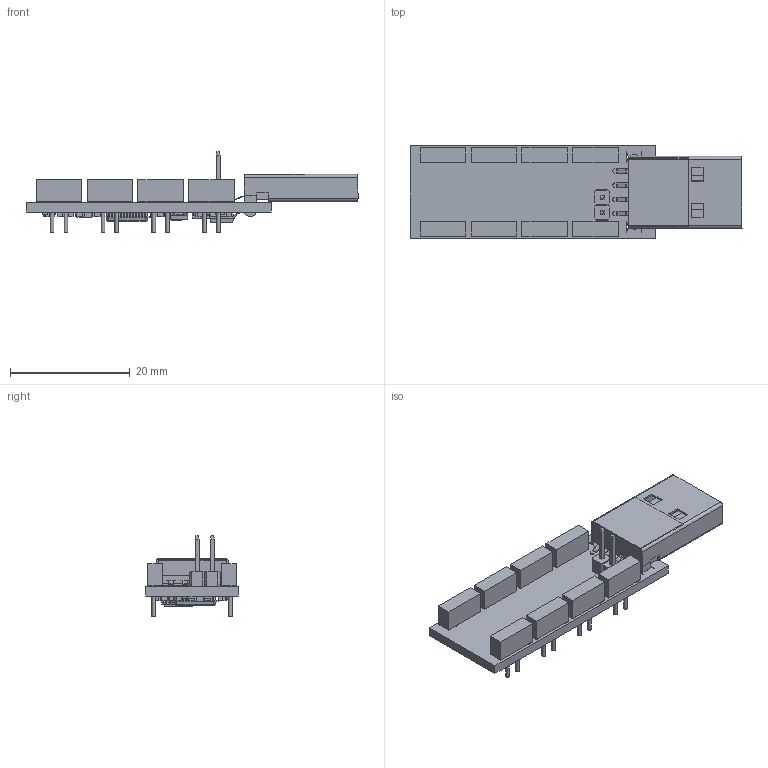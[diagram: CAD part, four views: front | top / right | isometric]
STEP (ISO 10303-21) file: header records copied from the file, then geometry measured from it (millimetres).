
FILE_DESCRIPTION(('Open CASCADE Model'),'2;1');
FILE_NAME('Open CASCADE Shape Model','2022-02-24T00:20:39',('Author'),( 'Open CASCADE'),'Open CASCADE STEP processor 6.8','Open CASCADE 6.8' ,'Unknown');
FILE_SCHEMA(('AUTOMOTIVE_DESIGN { 1 0 10303 214 1 1 1 1 }'));
Length unit declared in the file: millimetre
Products named in the file (76): PCB; Board; Open CASCADE STEP translator 6.8 1.1.1; R9; User_Library-RESC1608X05N; C11; User_Library-cap_0603-1; R11; C12; SW8; 5783886896; Body; Pins; Leads; SW7; SW6; SW5; SW4; 5783882656; SW3; SW2; R5; Q1; 5783889136; PinsArrayL; FilletPinR; C3; XP1; PLS-2; Y1; 5783880416; C9; C8; DD2; 5783886416; PinsArrayLR; ThermalPad; C10; C2; C7 ...
Assembly tree (109 placements, depth 4):
  PCB
    Board
      Open CASCADE STEP translator 6.8 1.1.1
    R9
      User_Library-RESC1608X05N
    C11
      User_Library-cap_0603-1
    R11
      User_Library-RESC1608X05N
    C12
      User_Library-cap_0603-1
    SW8
      5783886896
        Body
        Pins
        Leads  x2
    SW7
      5783886896
        Body
        Pins
        Leads  x2
    SW6
      5783886896
        Body
        Pins
        Leads  x2
    SW5
      5783886896
        Body
        Pins
        Leads  x2
    SW4
      5783882656
        Body
        Pins
        Leads  x2
    SW3
      5783882656
        Body
        Pins
        Leads  x2
    SW2
      5783882656
        Body
        Pins
        Leads  x2
    R5
      User_Library-RESC1608X05N
    Q1
      5783889136
        Body
        PinsArrayL
        FilletPinR
    C3
      User_Library-cap_0603-1
    XP1
      PLS-2
    Y1
      5783880416
        Body
Bounding box: 55.48 x 15.5 x 13.52 mm (x, y, z)
Volume: 2517.3 mm3; surface area: 5885.5 mm2
Topology: 144 solids, 144 shells, 5412 faces, 13311 edges, 8100 vertices
Faces by surface type: plane 2343, bspline 1670, cylinder 1263, sphere 136
Full cylindrical faces by diameter (mm): 0.16 x1, 0.163 x1, 0.487 x1, 0.6 x32, 0.8 x18, 1.4 x2
Entity records: 59595 total; most frequent: CARTESIAN_POINT 11478, ORIENTED_EDGE 9166, DIRECTION 8546, EDGE_CURVE 4579, LINE 3410, VECTOR 3410, VERTEX_POINT 2908, AXIS2_PLACEMENT_3D 2568
